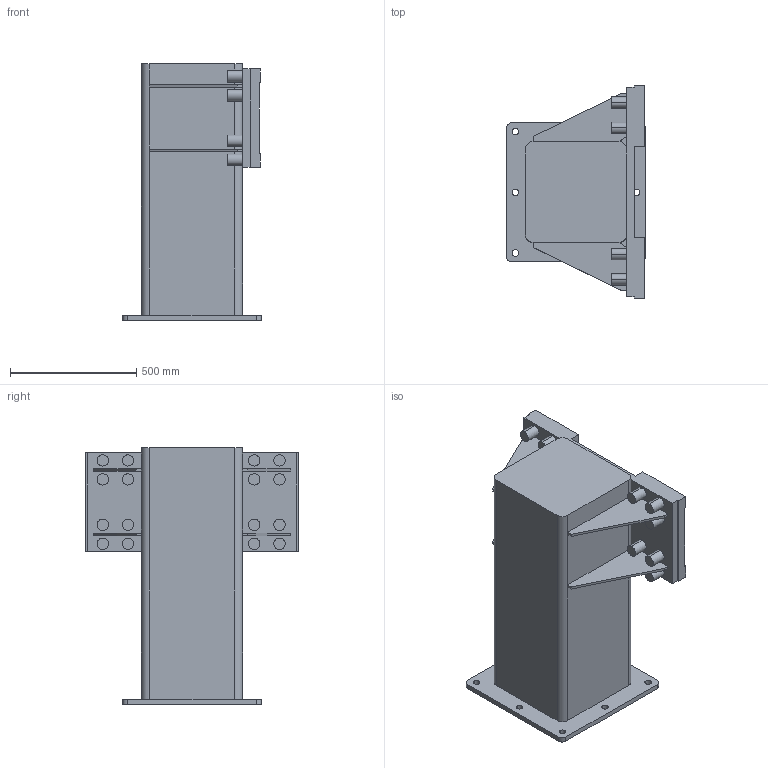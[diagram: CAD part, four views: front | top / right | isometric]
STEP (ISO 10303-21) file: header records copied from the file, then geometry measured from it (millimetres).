
FILE_DESCRIPTION (( 'STEP AP214' ), '1' );
FILE_NAME ('UpperLeg_SideVersion.STEP', '2010-03-04T09:16:51', ( 'ABB' ), ( 'ABB' ), 'SwSTEP 2.0', 'SolidWorks 2008', '' );
FILE_SCHEMA (( 'AUTOMOTIVE_DESIGN' ));
Length unit declared in the file: millimetre
Products named in the file (3): UpperLeg_SideVersion; 10-00008128-303; SIDE_PILLAR-UPPER_
Assembly tree (2 placements, depth 2):
  UpperLeg_SideVersion
    10-00008128-303
    SIDE_PILLAR-UPPER_
Bounding box: 550 x 840 x 1015 mm (x, y, z)
Volume: 184146894.3 mm3; surface area: 3531791.7 mm2
Topology: 2 solids, 2 shells, 136 faces, 340 edges, 220 vertices
Faces by surface type: plane 80, cylinder 56
Entity records: 4192 total; most frequent: DIRECTION 734, CARTESIAN_POINT 701, ORIENTED_EDGE 680, EDGE_CURVE 340, AXIS2_PLACEMENT_3D 253, LINE 228, VECTOR 228, VERTEX_POINT 220
